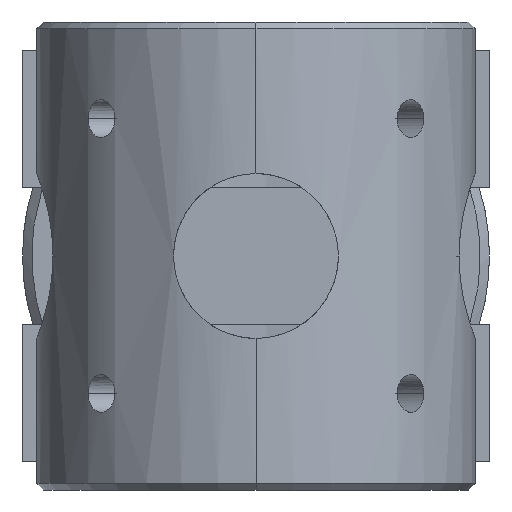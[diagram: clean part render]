
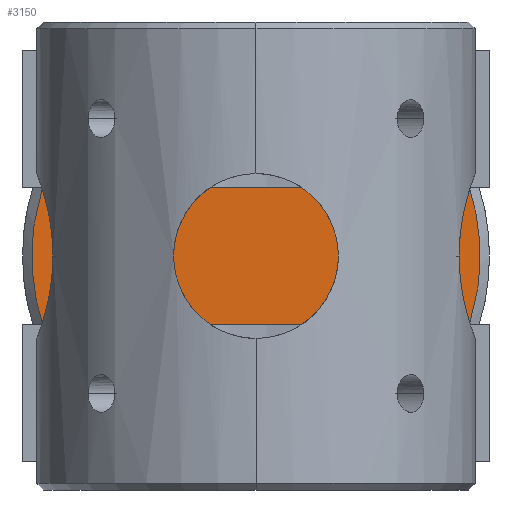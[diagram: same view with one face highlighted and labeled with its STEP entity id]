
A CAD part, left-side view. The second image highlights one B-rep face of the part: STEP entity #3150.
In plain terms, the highlighted face is planar.
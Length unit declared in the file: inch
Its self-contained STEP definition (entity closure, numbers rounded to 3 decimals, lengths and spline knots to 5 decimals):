
#30=(
BOUNDED_CURVE()
B_SPLINE_CURVE(2,(#6168,#6169,#6170,#6171,#6172),.UNSPECIFIED.,.F.,.U.)
B_SPLINE_CURVE_WITH_KNOTS((3,2,3),(-2.24543,-1.93407,-1.62271),
 .UNSPECIFIED.)
CURVE()
GEOMETRIC_REPRESENTATION_ITEM()
RATIONAL_B_SPLINE_CURVE((1.,0.988,1.,0.988,1.))
REPRESENTATION_ITEM('')
);
#31=(
BOUNDED_CURVE()
B_SPLINE_CURVE(2,(#6177,#6178,#6179,#6180,#6181),.UNSPECIFIED.,.F.,.U.)
B_SPLINE_CURVE_WITH_KNOTS((3,2,3),(3.12784,3.4392,3.75056),
 .UNSPECIFIED.)
CURVE()
GEOMETRIC_REPRESENTATION_ITEM()
RATIONAL_B_SPLINE_CURVE((1.,0.988,1.,0.988,1.))
REPRESENTATION_ITEM('')
);
#1000=PLANE('',#3333);
#1110=B_SPLINE_CURVE_WITH_KNOTS('',1,(#6164,#6165),.UNSPECIFIED.,.F.,.U.,
(2,2),(-3.24543,-2.24543),.UNSPECIFIED.);
#1111=B_SPLINE_CURVE_WITH_KNOTS('',1,(#6174,#6175),.UNSPECIFIED.,.F.,.U.,
(2,2),(-1.62271,-0.62271),.UNSPECIFIED.);
#1305=VERTEX_POINT('',#6166);
#1306=VERTEX_POINT('',#6167);
#1307=VERTEX_POINT('',#6173);
#1308=VERTEX_POINT('',#6176);
#1649=EDGE_CURVE('',#1305,#1306,#1110,.T.);
#1650=EDGE_CURVE('',#1306,#1307,#30,.T.);
#1651=EDGE_CURVE('',#1307,#1308,#1111,.T.);
#1652=EDGE_CURVE('',#1308,#1305,#31,.T.);
#2250=ORIENTED_EDGE('',*,*,#1649,.T.);
#2251=ORIENTED_EDGE('',*,*,#1650,.T.);
#2252=ORIENTED_EDGE('',*,*,#1651,.T.);
#2253=ORIENTED_EDGE('',*,*,#1652,.T.);
#2702=EDGE_LOOP('',(#2250,#2251,#2252,#2253));
#2948=FACE_BOUND('',#2702,.T.);
#3150=ADVANCED_FACE('',(#2948),#1000,.T.);
#3333=AXIS2_PLACEMENT_3D('',#6163,#3705,$);
#3705=DIRECTION('',(0.,0.,1.));
#6163=CARTESIAN_POINT('',(0.,0.,
1.375));
#6164=CARTESIAN_POINT('',(-0.97103,-0.3125,1.375));
#6165=CARTESIAN_POINT('',(0.97103,-0.3125,1.375));
#6166=CARTESIAN_POINT('',(-0.97103,-0.3125,1.375));
#6167=CARTESIAN_POINT('',(0.97103,-0.3125,1.375));
#6168=CARTESIAN_POINT('',(0.97103,-0.3125,1.375));
#6169=CARTESIAN_POINT('',(1.02007,-0.1601,1.375));
#6170=CARTESIAN_POINT('',(1.02007,0.,1.375));
#6171=CARTESIAN_POINT('',(1.02007,0.1601,1.375));
#6172=CARTESIAN_POINT('',(0.97103,0.3125,1.375));
#6173=CARTESIAN_POINT('',(0.97103,0.3125,1.375));
#6174=CARTESIAN_POINT('',(0.97103,0.3125,1.375));
#6175=CARTESIAN_POINT('',(-0.97103,0.3125,1.375));
#6176=CARTESIAN_POINT('',(-0.97103,0.3125,1.375));
#6177=CARTESIAN_POINT('',(-0.97103,0.3125,1.375));
#6178=CARTESIAN_POINT('',(-1.02007,0.1601,1.375));
#6179=CARTESIAN_POINT('',(-1.02007,0.,1.375));
#6180=CARTESIAN_POINT('',(-1.02007,-0.1601,1.375));
#6181=CARTESIAN_POINT('',(-0.97103,-0.3125,1.375));
